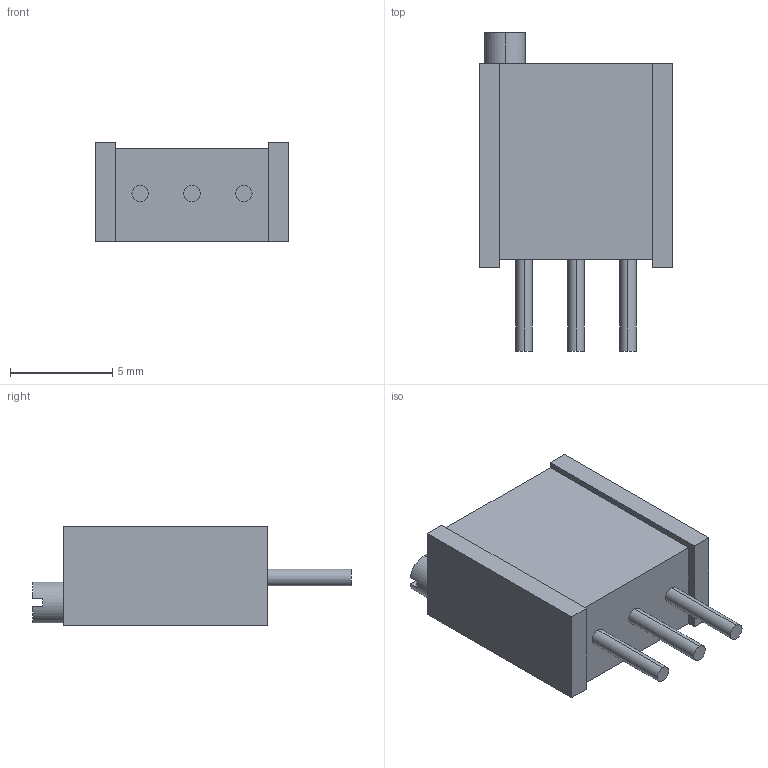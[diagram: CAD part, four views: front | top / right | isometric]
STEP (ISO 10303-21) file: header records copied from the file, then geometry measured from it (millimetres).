
FILE_DESCRIPTION (( 'STEP AP214' ), '1' );
FILE_NAME ('5F564BEE-19C3-417C-86F5-E3395B78B701.STEP', '2022-07-03T14:25:18', ( '' ), ( '' ), 'SwSTEP 2.0', 'SolidWorks 2022', '' );
FILE_SCHEMA (( 'AUTOMOTIVE_DESIGN' ));
Length unit declared in the file: millimetre
Products named in the file (1): 5F564BEE-19C3-417C-86F5-E3395B78B701
Bounding box: 9.5 x 15.6 x 4.85 mm (x, y, z)
Volume: 435.7 mm3; surface area: 423.2 mm2
Topology: 1 solids, 1 shells, 28 faces, 66 edges, 44 vertices
Faces by surface type: plane 20, cylinder 8
Entity records: 1119 total; most frequent: DIRECTION 144, CARTESIAN_POINT 139, ORIENTED_EDGE 132, EDGE_CURVE 66, AXIS2_PLACEMENT_3D 49, VECTOR 46, LINE 46, VERTEX_POINT 44
